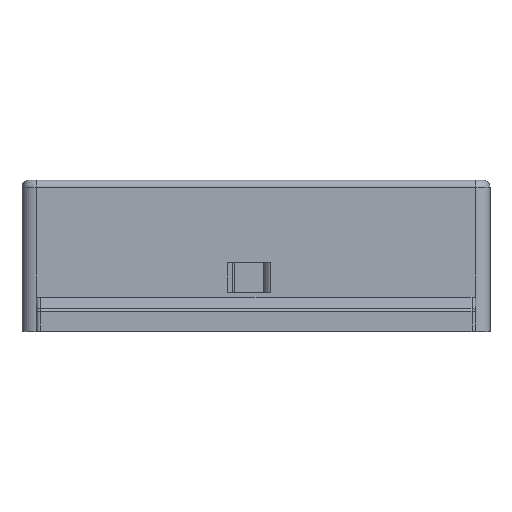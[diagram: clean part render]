
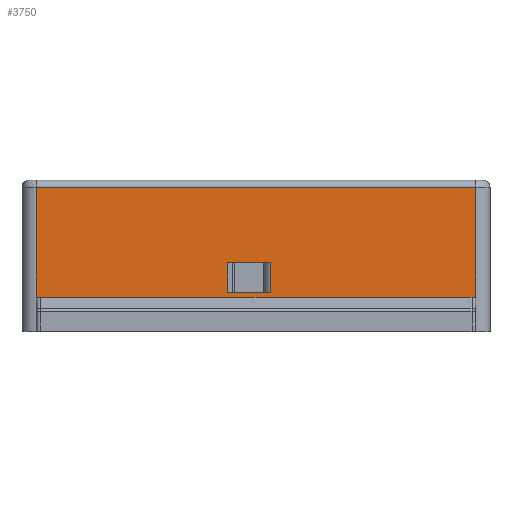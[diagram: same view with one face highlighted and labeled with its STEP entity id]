
A CAD part, top view. The second image highlights one B-rep face of the part: STEP entity #3750.
In plain terms, the highlighted planar face has unit normal (0, 0, 1).
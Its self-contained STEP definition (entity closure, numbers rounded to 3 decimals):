
#99=FACE_BOUND('',#1383,.T.);
#235=LINE('',#5691,#655);
#251=LINE('',#5733,#671);
#252=LINE('',#5737,#672);
#253=LINE('',#5739,#673);
#254=LINE('',#5741,#674);
#255=LINE('',#5743,#675);
#256=LINE('',#5745,#676);
#257=LINE('',#5746,#677);
#258=LINE('',#5749,#678);
#259=LINE('',#5751,#679);
#260=LINE('',#5753,#680);
#261=LINE('',#5754,#681);
#655=VECTOR('',#4594,10.);
#671=VECTOR('',#4636,10.);
#672=VECTOR('',#4641,10.);
#673=VECTOR('',#4642,10.);
#674=VECTOR('',#4643,10.);
#675=VECTOR('',#4644,10.);
#676=VECTOR('',#4645,10.);
#677=VECTOR('',#4646,10.);
#678=VECTOR('',#4647,10.);
#679=VECTOR('',#4648,10.);
#680=VECTOR('',#4649,10.);
#681=VECTOR('',#4650,10.);
#993=PLANE('',#4034);
#1161=FACE_OUTER_BOUND('',#1382,.T.);
#1382=EDGE_LOOP('',(#2910,#2911,#2912,#2913,#2914,#2915,#2916,#2917));
#1383=EDGE_LOOP('',(#2918,#2919,#2920,#2921));
#1778=VERTEX_POINT('',#5688);
#1779=VERTEX_POINT('',#5690);
#1792=VERTEX_POINT('',#5732);
#1793=VERTEX_POINT('',#5736);
#1794=VERTEX_POINT('',#5738);
#1795=VERTEX_POINT('',#5740);
#1796=VERTEX_POINT('',#5742);
#1797=VERTEX_POINT('',#5744);
#1798=VERTEX_POINT('',#5747);
#1799=VERTEX_POINT('',#5748);
#1800=VERTEX_POINT('',#5750);
#1801=VERTEX_POINT('',#5752);
#2189=EDGE_CURVE('',#1779,#1778,#235,.T.);
#2210=EDGE_CURVE('',#1779,#1792,#251,.T.);
#2212=EDGE_CURVE('',#1778,#1793,#252,.T.);
#2213=EDGE_CURVE('',#1794,#1793,#253,.T.);
#2214=EDGE_CURVE('',#1795,#1794,#254,.T.);
#2215=EDGE_CURVE('',#1795,#1796,#255,.T.);
#2216=EDGE_CURVE('',#1797,#1796,#256,.T.);
#2217=EDGE_CURVE('',#1797,#1792,#257,.T.);
#2218=EDGE_CURVE('',#1798,#1799,#258,.T.);
#2219=EDGE_CURVE('',#1799,#1800,#259,.T.);
#2220=EDGE_CURVE('',#1800,#1801,#260,.T.);
#2221=EDGE_CURVE('',#1801,#1798,#261,.T.);
#2910=ORIENTED_EDGE('',*,*,#2210,.F.);
#2911=ORIENTED_EDGE('',*,*,#2189,.T.);
#2912=ORIENTED_EDGE('',*,*,#2212,.T.);
#2913=ORIENTED_EDGE('',*,*,#2213,.F.);
#2914=ORIENTED_EDGE('',*,*,#2214,.F.);
#2915=ORIENTED_EDGE('',*,*,#2215,.T.);
#2916=ORIENTED_EDGE('',*,*,#2216,.F.);
#2917=ORIENTED_EDGE('',*,*,#2217,.T.);
#2918=ORIENTED_EDGE('',*,*,#2218,.T.);
#2919=ORIENTED_EDGE('',*,*,#2219,.T.);
#2920=ORIENTED_EDGE('',*,*,#2220,.T.);
#2921=ORIENTED_EDGE('',*,*,#2221,.T.);
#3750=ADVANCED_FACE('',(#1161,#99),#993,.T.);
#4034=AXIS2_PLACEMENT_3D('',#5735,#4639,#4640);
#4594=DIRECTION('',(1.,0.,0.));
#4636=DIRECTION('',(0.,-1.,0.));
#4639=DIRECTION('center_axis',(0.,0.,1.));
#4640=DIRECTION('ref_axis',(1.,0.,0.));
#4641=DIRECTION('',(0.,1.,0.));
#4642=DIRECTION('',(1.,0.,0.));
#4643=DIRECTION('',(0.,1.,0.));
#4644=DIRECTION('',(1.,0.,0.));
#4645=DIRECTION('',(0.,1.,0.));
#4646=DIRECTION('',(1.,0.,0.));
#4647=DIRECTION('',(0.,-1.,0.));
#4648=DIRECTION('',(-1.,0.,0.));
#4649=DIRECTION('',(0.,1.,0.));
#4650=DIRECTION('',(1.,0.,0.));
#5688=CARTESIAN_POINT('',(63.,4.732,48.));
#5690=CARTESIAN_POINT('',(59.5,4.732,48.));
#5691=CARTESIAN_POINT('',(1.,4.732,48.));
#5732=CARTESIAN_POINT('',(59.5,0.,48.));
#5733=CARTESIAN_POINT('',(59.5,1.183,48.));
#5735=CARTESIAN_POINT('Origin',(2.,0.,48.));
#5736=CARTESIAN_POINT('',(63.,20.,48.));
#5737=CARTESIAN_POINT('',(63.,0.,48.));
#5738=CARTESIAN_POINT('',(2.,20.,48.));
#5739=CARTESIAN_POINT('',(17.25,20.,48.));
#5740=CARTESIAN_POINT('',(2.,4.732,48.));
#5741=CARTESIAN_POINT('',(2.,0.,48.));
#5742=CARTESIAN_POINT('',(5.5,4.732,48.));
#5743=CARTESIAN_POINT('',(1.,4.732,48.));
#5744=CARTESIAN_POINT('',(5.5,0.,48.));
#5745=CARTESIAN_POINT('',(5.5,1.183,48.));
#5746=CARTESIAN_POINT('',(2.,0.,48.));
#5747=CARTESIAN_POINT('',(34.55,9.515,48.));
#5748=CARTESIAN_POINT('',(34.55,5.415,48.));
#5749=CARTESIAN_POINT('',(34.55,4.758,48.));
#5750=CARTESIAN_POINT('',(28.55,5.415,48.));
#5751=CARTESIAN_POINT('',(18.275,5.415,48.));
#5752=CARTESIAN_POINT('',(28.55,9.515,48.));
#5753=CARTESIAN_POINT('',(28.55,2.708,48.));
#5754=CARTESIAN_POINT('',(15.275,9.515,48.));
